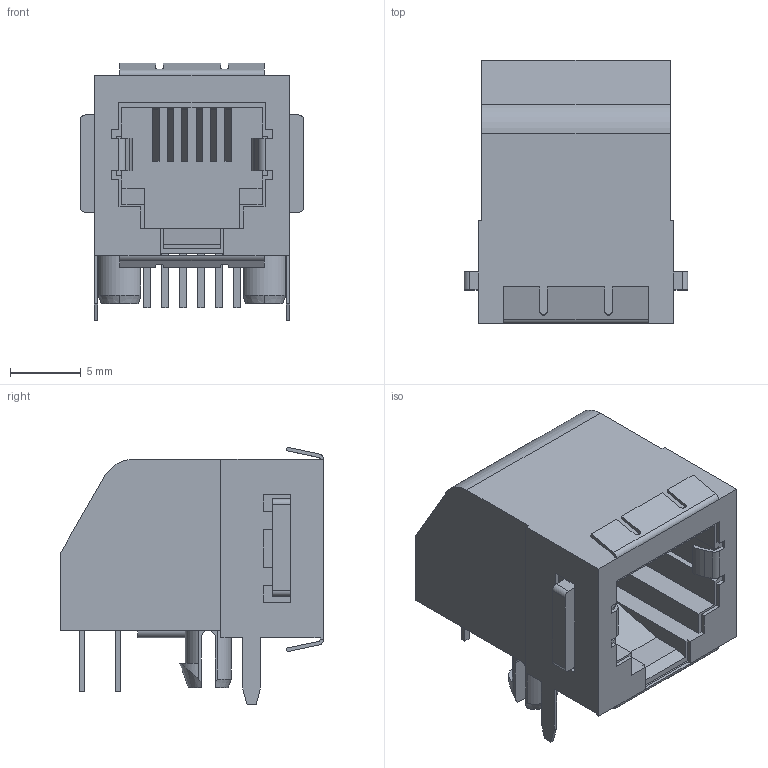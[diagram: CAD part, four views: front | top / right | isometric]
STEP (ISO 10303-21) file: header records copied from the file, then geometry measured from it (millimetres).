
FILE_DESCRIPTION(('FreeCAD Model'),'2;1');
FILE_NAME('RJ12_HORIZONTAL.step','2020-04-13T12:35:28',('Author'),(''), 'Open CASCADE STEP processor 7.3','FreeCAD','Unknown');
FILE_SCHEMA(('AUTOMOTIVE_DESIGN { 1 0 10303 214 1 1 1 1 }'));
Length unit declared in the file: millimetre
Products named in the file (1): User_Library-c-5555140-1-e-3d
Bounding box: 15.75 x 18.54 x 18.15 mm (x, y, z)
Volume: 2017.3 mm3; surface area: 2094.1 mm2
Topology: 1 solids, 1 shells, 275 faces, 766 edges, 502 vertices
Faces by surface type: plane 227, cylinder 42, cone 6
Entity records: 10700 total; most frequent: CARTESIAN_POINT 1624, ORIENTED_EDGE 1532, DIRECTION 1396, EDGE_CURVE 766, LINE 648, VECTOR 648, VERTEX_POINT 502, AXIS2_PLACEMENT_3D 374
